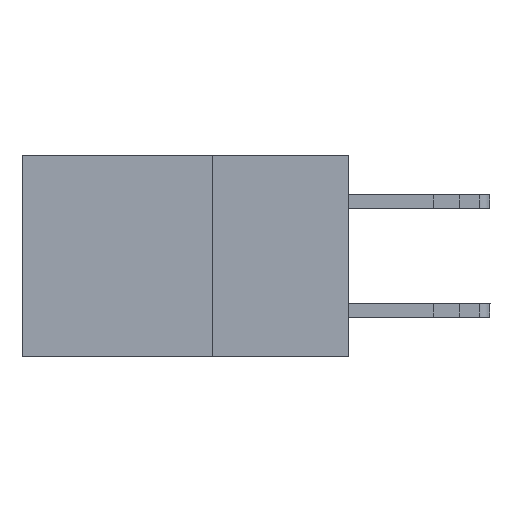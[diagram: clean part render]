
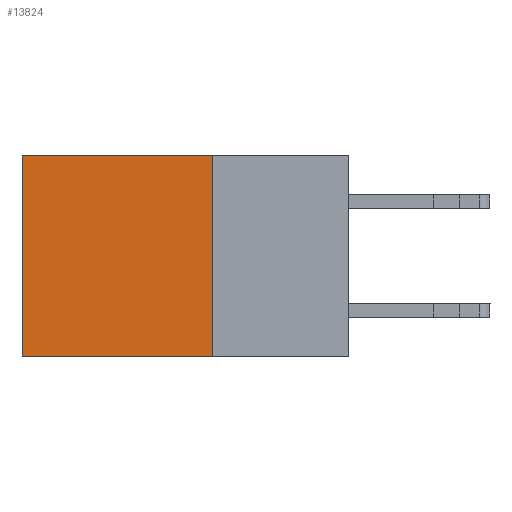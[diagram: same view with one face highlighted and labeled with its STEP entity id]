
A CAD part, left-side view. The second image highlights one B-rep face of the part: STEP entity #13824.
In plain terms, the highlighted planar face has unit normal (-1, 0, 0).
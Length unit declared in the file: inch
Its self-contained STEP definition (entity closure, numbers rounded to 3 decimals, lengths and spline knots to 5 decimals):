
#17 = VERTEX_POINT ( 'NONE', #7049 ) ;
#24 = DIRECTION ( 'NONE',  ( 1., 0., 0. ) ) ;
#143 = EDGE_LOOP ( 'NONE', ( #11839, #11631, #5116, #9971 ) ) ;
#904 = CARTESIAN_POINT ( 'NONE',  ( 0.298, 0.25, 0. ) ) ;
#1151 = VECTOR ( 'NONE', #7757, 39.37008 ) ;
#1898 = CARTESIAN_POINT ( 'NONE',  ( 0.298, 0.25, -0.37 ) ) ;
#2020 = VECTOR ( 'NONE', #11221, 39.37008 ) ;
#2191 = EDGE_CURVE ( 'NONE', #5124, #14739, #6884, .T. ) ;
#2259 = PLANE ( 'NONE',  #14872 ) ;
#3311 = LINE ( 'NONE', #12473, #6746 ) ;
#4206 = CARTESIAN_POINT ( 'NONE',  ( 0.298, 0.25, 0. ) ) ;
#4807 = FACE_OUTER_BOUND ( 'NONE', #143, .T. ) ;
#5116 = ORIENTED_EDGE ( 'NONE', *, *, #2191, .F. ) ;
#5124 = VERTEX_POINT ( 'NONE', #11492 ) ;
#6652 = CARTESIAN_POINT ( 'NONE',  ( 0.298, 0.25, -0.37 ) ) ;
#6746 = VECTOR ( 'NONE', #7756, 39.37008 ) ;
#6884 = LINE ( 'NONE', #904, #1151 ) ;
#6894 = CARTESIAN_POINT ( 'NONE',  ( 0.298, 0.25, 0. ) ) ;
#7049 = CARTESIAN_POINT ( 'NONE',  ( 0.298, 0.6, -0.37 ) ) ;
#7756 = DIRECTION ( 'NONE',  ( 0., 0., -1. ) ) ;
#7757 = DIRECTION ( 'NONE',  ( 0., 0., -1. ) ) ;
#8043 = DIRECTION ( 'NONE',  ( 0., 0., -1. ) ) ;
#9081 = EDGE_CURVE ( 'NONE', #14149, #17, #3311, .T. ) ;
#9530 = EDGE_CURVE ( 'NONE', #5124, #14149, #10537, .T. ) ;
#9877 = DIRECTION ( 'NONE',  ( 0., 1., 0. ) ) ;
#9971 = ORIENTED_EDGE ( 'NONE', *, *, #9530, .T. ) ;
#10333 = EDGE_CURVE ( 'NONE', #14739, #17, #11639, .T. ) ;
#10537 = LINE ( 'NONE', #4206, #12000 ) ;
#11221 = DIRECTION ( 'NONE',  ( 0., 1., 0. ) ) ;
#11492 = CARTESIAN_POINT ( 'NONE',  ( 0.298, 0.25, 0. ) ) ;
#11631 = ORIENTED_EDGE ( 'NONE', *, *, #10333, .F. ) ;
#11639 = LINE ( 'NONE', #6652, #2020 ) ;
#11839 = ORIENTED_EDGE ( 'NONE', *, *, #9081, .T. ) ;
#12000 = VECTOR ( 'NONE', #9877, 39.37008 ) ;
#12422 = CARTESIAN_POINT ( 'NONE',  ( 0.298, 0.6, 0. ) ) ;
#12473 = CARTESIAN_POINT ( 'NONE',  ( 0.298, 0.6, 0. ) ) ;
#13824 = ADVANCED_FACE ( 'NONE', ( #4807 ), #2259, .F. ) ;
#14149 = VERTEX_POINT ( 'NONE', #12422 ) ;
#14739 = VERTEX_POINT ( 'NONE', #1898 ) ;
#14872 = AXIS2_PLACEMENT_3D ( 'NONE', #6894, #24, #8043 ) ;
